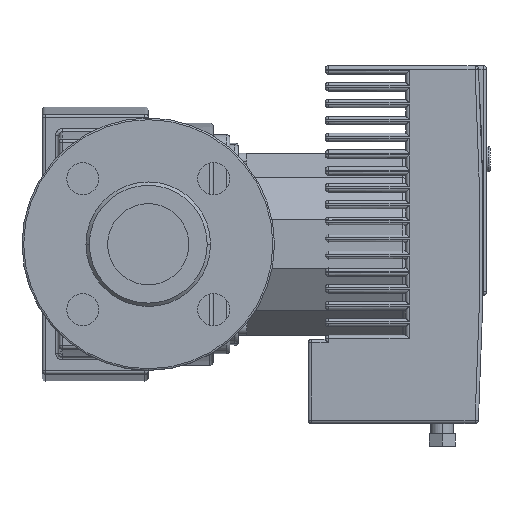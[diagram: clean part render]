
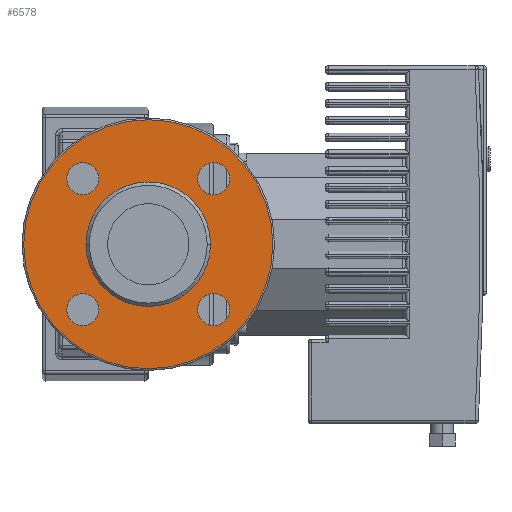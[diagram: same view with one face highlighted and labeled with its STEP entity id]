
A CAD part, left-side view. The second image highlights one B-rep face of the part: STEP entity #6578.
In plain terms, the highlighted planar face has unit normal (-1, 0, 0).
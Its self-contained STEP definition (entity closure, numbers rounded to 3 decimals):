
#6166=CARTESIAN_POINT('',(2.,0.,-74.));
#6167=VERTEX_POINT('',#6166);
#6185=CARTESIAN_POINT('',(2.,0.,74.));
#6186=VERTEX_POINT('',#6185);
#6194=CARTESIAN_POINT('',(2.,0.,0.0));
#6195=DIRECTION('',(1.0,0.0,0.0));
#6196=DIRECTION('',(0.0,1.0,0.0));
#6197=AXIS2_PLACEMENT_3D('',#6194,#6195,#6196);
#6198=CIRCLE('',#6197,74.);
#6199=EDGE_CURVE('',#6186,#6167,#6198,.T.);
#6209=CARTESIAN_POINT('',(2.,37.,0.0));
#6210=VERTEX_POINT('',#6209);
#6219=CARTESIAN_POINT('',(2.,-37.,0.));
#6220=VERTEX_POINT('',#6219);
#6221=CARTESIAN_POINT('',(2.0,0.,0.0));
#6222=DIRECTION('',(1.0,0.0,0.0));
#6223=DIRECTION('',(0.0,1.0,0.0));
#6224=AXIS2_PLACEMENT_3D('',#6221,#6222,#6223);
#6225=CIRCLE('',#6224,37.);
#6226=EDGE_CURVE('',#6220,#6210,#6225,.T.);
#6251=CARTESIAN_POINT('',(2.,38.891,29.391));
#6252=VERTEX_POINT('',#6251);
#6261=CARTESIAN_POINT('',(2.,38.891,48.391));
#6262=VERTEX_POINT('',#6261);
#6263=CARTESIAN_POINT('',(2.,38.891,38.891));
#6264=DIRECTION('',(1.0,0.0,0.0));
#6265=DIRECTION('',(0.0,0.0,-1.0));
#6266=AXIS2_PLACEMENT_3D('',#6263,#6264,#6265);
#6267=CIRCLE('',#6266,9.5);
#6268=EDGE_CURVE('',#6262,#6252,#6267,.T.);
#6293=CARTESIAN_POINT('',(2.,-29.391,38.891));
#6294=VERTEX_POINT('',#6293);
#6303=CARTESIAN_POINT('',(2.,-48.391,38.891));
#6304=VERTEX_POINT('',#6303);
#6305=CARTESIAN_POINT('',(2.,-38.891,38.891));
#6306=DIRECTION('',(1.0,0.0,0.0));
#6307=DIRECTION('',(0.0,1.0,0.0));
#6308=AXIS2_PLACEMENT_3D('',#6305,#6306,#6307);
#6309=CIRCLE('',#6308,9.5);
#6310=EDGE_CURVE('',#6304,#6294,#6309,.T.);
#6335=CARTESIAN_POINT('',(2.,-38.891,-29.391));
#6336=VERTEX_POINT('',#6335);
#6345=CARTESIAN_POINT('',(2.,-38.891,-48.391));
#6346=VERTEX_POINT('',#6345);
#6347=CARTESIAN_POINT('',(2.,-38.891,-38.891));
#6348=DIRECTION('',(1.0,0.0,0.0));
#6349=DIRECTION('',(0.0,0.0,1.0));
#6350=AXIS2_PLACEMENT_3D('',#6347,#6348,#6349);
#6351=CIRCLE('',#6350,9.5);
#6352=EDGE_CURVE('',#6346,#6336,#6351,.T.);
#6377=CARTESIAN_POINT('',(2.,29.391,-38.891));
#6378=VERTEX_POINT('',#6377);
#6387=CARTESIAN_POINT('',(2.,48.391,-38.891));
#6388=VERTEX_POINT('',#6387);
#6389=CARTESIAN_POINT('',(2.,38.891,-38.891));
#6390=DIRECTION('',(1.0,0.0,0.0));
#6391=DIRECTION('',(0.0,-1.0,0.0));
#6392=AXIS2_PLACEMENT_3D('',#6389,#6390,#6391);
#6393=CIRCLE('',#6392,9.5);
#6394=EDGE_CURVE('',#6388,#6378,#6393,.T.);
#6428=CARTESIAN_POINT('',(2.,38.891,-38.891));
#6429=DIRECTION('',(1.0,0.0,0.0));
#6430=DIRECTION('',(0.0,-1.0,0.0));
#6431=AXIS2_PLACEMENT_3D('',#6428,#6429,#6430);
#6432=CIRCLE('',#6431,9.5);
#6433=EDGE_CURVE('',#6378,#6388,#6432,.T.);
#6452=CARTESIAN_POINT('',(2.,-38.891,-38.891));
#6453=DIRECTION('',(1.0,0.0,0.0));
#6454=DIRECTION('',(0.0,0.0,1.0));
#6455=AXIS2_PLACEMENT_3D('',#6452,#6453,#6454);
#6456=CIRCLE('',#6455,9.5);
#6457=EDGE_CURVE('',#6336,#6346,#6456,.T.);
#6476=CARTESIAN_POINT('',(2.,-38.891,38.891));
#6477=DIRECTION('',(1.0,0.0,0.0));
#6478=DIRECTION('',(0.0,1.0,0.0));
#6479=AXIS2_PLACEMENT_3D('',#6476,#6477,#6478);
#6480=CIRCLE('',#6479,9.5);
#6481=EDGE_CURVE('',#6294,#6304,#6480,.T.);
#6500=CARTESIAN_POINT('',(2.,38.891,38.891));
#6501=DIRECTION('',(1.0,0.0,0.0));
#6502=DIRECTION('',(0.0,0.0,-1.0));
#6503=AXIS2_PLACEMENT_3D('',#6500,#6501,#6502);
#6504=CIRCLE('',#6503,9.5);
#6505=EDGE_CURVE('',#6252,#6262,#6504,.T.);
#6524=CARTESIAN_POINT('',(2.0,0.,0.0));
#6525=DIRECTION('',(1.0,0.0,0.0));
#6526=DIRECTION('',(0.0,1.0,0.0));
#6527=AXIS2_PLACEMENT_3D('',#6524,#6525,#6526);
#6528=CIRCLE('',#6527,37.);
#6529=EDGE_CURVE('',#6210,#6220,#6528,.T.);
#6534=CARTESIAN_POINT('',(2.,55.5,0.0));
#6535=DIRECTION('',(-1.0,0.0,0.0));
#6536=DIRECTION('',(0.0,0.0,1.0));
#6537=AXIS2_PLACEMENT_3D('',#6534,#6535,#6536);
#6538=PLANE('',#6537);
#6539=CARTESIAN_POINT('',(2.,74.,0.0));
#6540=VERTEX_POINT('',#6539);
#6541=CARTESIAN_POINT('',(2.,0.,0.0));
#6542=DIRECTION('',(1.0,0.0,0.0));
#6543=DIRECTION('',(0.0,1.0,0.0));
#6544=AXIS2_PLACEMENT_3D('',#6541,#6542,#6543);
#6545=CIRCLE('',#6544,74.);
#6546=EDGE_CURVE('',#6540,#6186,#6545,.T.);
#6547=ORIENTED_EDGE('',*,*,#6546,.F.);
#6548=CARTESIAN_POINT('',(2.,0.,0.0));
#6549=DIRECTION('',(1.0,0.0,0.0));
#6550=DIRECTION('',(0.0,1.0,0.0));
#6551=AXIS2_PLACEMENT_3D('',#6548,#6549,#6550);
#6552=CIRCLE('',#6551,74.);
#6553=EDGE_CURVE('',#6167,#6540,#6552,.T.);
#6554=ORIENTED_EDGE('',*,*,#6553,.F.);
#6555=ORIENTED_EDGE('',*,*,#6199,.F.);
#6556=EDGE_LOOP('',(#6547,#6554,#6555));
#6557=FACE_OUTER_BOUND('',#6556,.T.);
#6558=ORIENTED_EDGE('',*,*,#6394,.T.);
#6559=ORIENTED_EDGE('',*,*,#6433,.T.);
#6560=EDGE_LOOP('',(#6558,#6559));
#6561=FACE_BOUND('',#6560,.T.);
#6562=ORIENTED_EDGE('',*,*,#6352,.T.);
#6563=ORIENTED_EDGE('',*,*,#6457,.T.);
#6564=EDGE_LOOP('',(#6562,#6563));
#6565=FACE_BOUND('',#6564,.T.);
#6566=ORIENTED_EDGE('',*,*,#6310,.T.);
#6567=ORIENTED_EDGE('',*,*,#6481,.T.);
#6568=EDGE_LOOP('',(#6566,#6567));
#6569=FACE_BOUND('',#6568,.T.);
#6570=ORIENTED_EDGE('',*,*,#6268,.T.);
#6571=ORIENTED_EDGE('',*,*,#6505,.T.);
#6572=EDGE_LOOP('',(#6570,#6571));
#6573=FACE_BOUND('',#6572,.T.);
#6574=ORIENTED_EDGE('',*,*,#6529,.T.);
#6575=ORIENTED_EDGE('',*,*,#6226,.T.);
#6576=EDGE_LOOP('',(#6574,#6575));
#6577=FACE_BOUND('',#6576,.T.);
#6578=ADVANCED_FACE('',(#6557,#6561,#6565,#6569,#6573,#6577),#6538,.T.);
